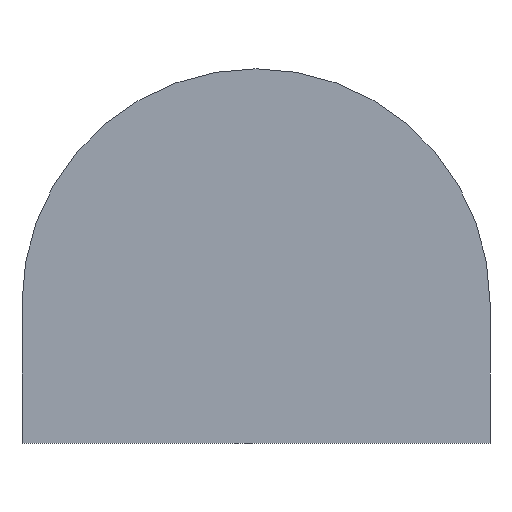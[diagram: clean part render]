
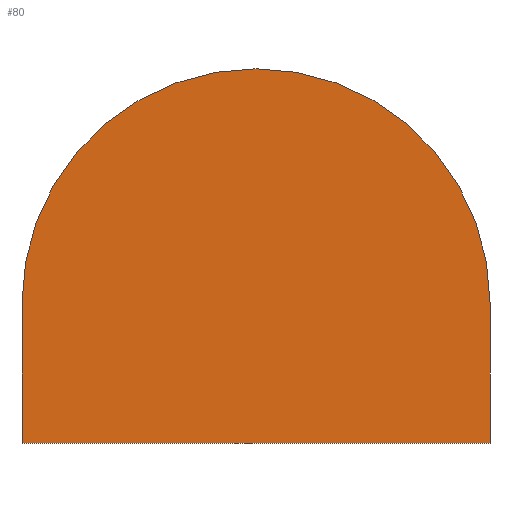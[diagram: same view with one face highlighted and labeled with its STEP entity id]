
A CAD part, front view. The second image highlights one B-rep face of the part: STEP entity #80.
In plain terms, the highlighted planar face has unit normal (0, -1, 0).
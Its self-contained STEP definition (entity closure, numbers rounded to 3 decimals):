
#11 = ORIENTED_EDGE ( 'NONE', *, *, #186, .T. ) ;
#12 = CARTESIAN_POINT ( 'NONE',  ( 0., 0., -4. ) ) ;
#15 = LINE ( 'NONE', #12, #75 ) ;
#17 = EDGE_CURVE ( 'NONE', #166, #155, #187, .T. ) ;
#19 = ORIENTED_EDGE ( 'NONE', *, *, #17, .T. ) ;
#26 = CARTESIAN_POINT ( 'NONE',  ( 5., 0., -4. ) ) ;
#30 = FACE_OUTER_BOUND ( 'NONE', #109, .T. ) ;
#33 = CARTESIAN_POINT ( 'NONE',  ( -5., 0., -4. ) ) ;
#36 = ORIENTED_EDGE ( 'NONE', *, *, #84, .T. ) ;
#39 = EDGE_CURVE ( 'NONE', #148, #209, #15, .T. ) ;
#41 = VECTOR ( 'NONE', #235, 1000. ) ;
#53 = VECTOR ( 'NONE', #92, 1000. ) ;
#75 = VECTOR ( 'NONE', #133, 1000. ) ;
#78 = DIRECTION ( 'NONE',  ( 1., 0., 0. ) ) ;
#80 = ADVANCED_FACE ( 'NONE', ( #30 ), #112, .F. ) ;
#83 = AXIS2_PLACEMENT_3D ( 'NONE', #195, #220, #78 ) ;
#84 = EDGE_CURVE ( 'NONE', #209, #166, #94, .T. ) ;
#92 = DIRECTION ( 'NONE',  ( 0., 0., 1. ) ) ;
#94 = LINE ( 'NONE', #207, #53 ) ;
#109 = EDGE_LOOP ( 'NONE', ( #114, #36, #19, #11 ) ) ;
#110 = CARTESIAN_POINT ( 'NONE',  ( 5., 0., -1. ) ) ;
#112 = PLANE ( 'NONE',  #83 ) ;
#114 = ORIENTED_EDGE ( 'NONE', *, *, #39, .T. ) ;
#123 = AXIS2_PLACEMENT_3D ( 'NONE', #145, #217, #197 ) ;
#133 = DIRECTION ( 'NONE',  ( 1., 0., 0. ) ) ;
#145 = CARTESIAN_POINT ( 'NONE',  ( 0., 0., -1. ) ) ;
#146 = CARTESIAN_POINT ( 'NONE',  ( -5., 0., 0. ) ) ;
#148 = VERTEX_POINT ( 'NONE', #33 ) ;
#155 = VERTEX_POINT ( 'NONE', #236 ) ;
#166 = VERTEX_POINT ( 'NONE', #110 ) ;
#172 = LINE ( 'NONE', #146, #41 ) ;
#186 = EDGE_CURVE ( 'NONE', #155, #148, #172, .T. ) ;
#187 = CIRCLE ( 'NONE', #123, 5. ) ;
#195 = CARTESIAN_POINT ( 'NONE',  ( 0., 0., 0. ) ) ;
#197 = DIRECTION ( 'NONE',  ( 0., 0., 1. ) ) ;
#207 = CARTESIAN_POINT ( 'NONE',  ( 5., 0., 0. ) ) ;
#209 = VERTEX_POINT ( 'NONE', #26 ) ;
#217 = DIRECTION ( 'NONE',  ( 0., -1., 0. ) ) ;
#220 = DIRECTION ( 'NONE',  ( 0., 1., 0. ) ) ;
#235 = DIRECTION ( 'NONE',  ( 0., 0., -1. ) ) ;
#236 = CARTESIAN_POINT ( 'NONE',  ( -5., 0., -1. ) ) ;
